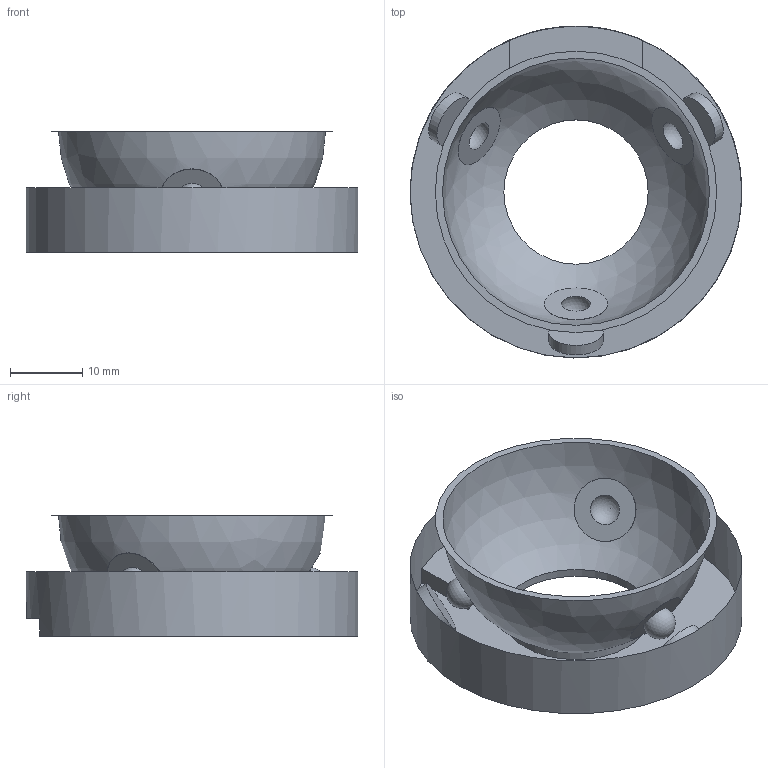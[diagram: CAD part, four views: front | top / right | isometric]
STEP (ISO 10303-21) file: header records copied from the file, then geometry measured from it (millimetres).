
FILE_DESCRIPTION(/* description */ (''),/* implementation_level */ '2;1');
FILE_NAME(/* name */ 'trackball-housing-with-BTU.step',/* time_stamp */ '2022-11-09T00:22:38-08:00',/* author */ (''),/* organization */ (''),/* preprocessor_version */ 'ST-DEVELOPER v19.2',/* originating_system */ 'Autodesk Translation Framework v11.17.0.187',/* authorisation */ '');
FILE_SCHEMA (('AUTOMOTIVE_DESIGN { 1 0 10303 214 3 1 1 }'));
Length unit declared in the file: millimetre
Products named in the file (1): FusionComponent
Bounding box: 46 x 46 x 16.7 mm (x, y, z)
Volume: 12123.6 mm3; surface area: 6292 mm2
Topology: 1 solids, 4 shells, 30 faces, 55 edges, 36 vertices
Faces by surface type: plane 16, cylinder 9, sphere 4, cone 1
Full cylindrical faces by diameter (mm): 7.5 x3, 8.8 x3, 20 x1, 46 x1
Entity records: 775 total; most frequent: DIRECTION 143, CARTESIAN_POINT 119, ORIENTED_EDGE 104, AXIS2_PLACEMENT_3D 60, EDGE_CURVE 52, EDGE_LOOP 38, VERTEX_POINT 36, FACE_OUTER_BOUND 30
